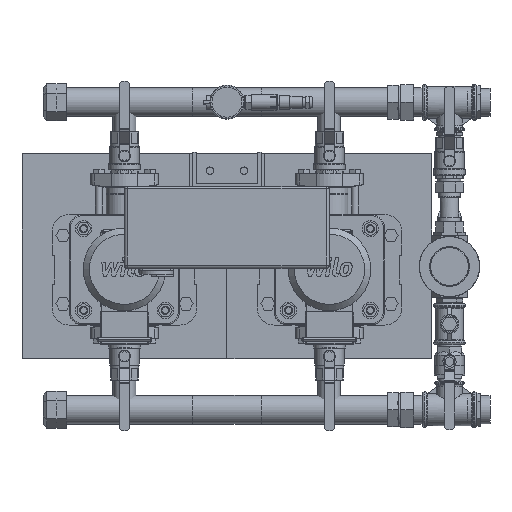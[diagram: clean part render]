
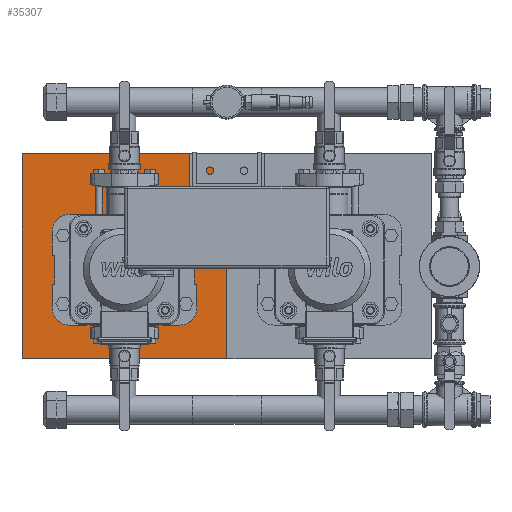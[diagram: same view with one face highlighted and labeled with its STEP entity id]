
A CAD part, top view. The second image highlights one B-rep face of the part: STEP entity #35307.
In plain terms, the highlighted planar face has unit normal (0, 0, 1).
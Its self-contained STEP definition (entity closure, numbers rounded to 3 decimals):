
#3561=FACE_OUTER_BOUND('',#5870,.T.);
#5870=EDGE_LOOP('',(#23692,#23693,#23694,#23695));
#8687=LINE('',#52398,#11889);
#8708=LINE('',#52440,#11910);
#8710=LINE('',#52444,#11912);
#8711=LINE('',#52445,#11913);
#11889=VECTOR('',#41552,1.);
#11910=VECTOR('',#41583,10.);
#11912=VECTOR('',#41587,10.);
#11913=VECTOR('',#41588,10.);
#15091=VERTEX_POINT('',#52396);
#15092=VERTEX_POINT('',#52397);
#15108=VERTEX_POINT('',#52439);
#15109=VERTEX_POINT('',#52443);
#18553=EDGE_CURVE('',#15091,#15092,#8687,.T.);
#18574=EDGE_CURVE('',#15108,#15092,#8708,.T.);
#18576=EDGE_CURVE('',#15109,#15091,#8710,.T.);
#18577=EDGE_CURVE('',#15109,#15108,#8711,.T.);
#23692=ORIENTED_EDGE('',*,*,#18553,.F.);
#23693=ORIENTED_EDGE('',*,*,#18576,.F.);
#23694=ORIENTED_EDGE('',*,*,#18577,.T.);
#23695=ORIENTED_EDGE('',*,*,#18574,.T.);
#33880=PLANE('',#37733);
#35307=ADVANCED_FACE('',(#3561),#33880,.T.);
#37733=AXIS2_PLACEMENT_3D('',#52442,#41585,#41586);
#41552=DIRECTION('',(0.,-1.,0.));
#41583=DIRECTION('',(1.,0.,0.));
#41585=DIRECTION('center_axis',(0.,0.,1.));
#41586=DIRECTION('ref_axis',(0.,-1.,0.));
#41587=DIRECTION('',(1.,0.,0.));
#41588=DIRECTION('',(0.,-1.,0.));
#52396=CARTESIAN_POINT('',(300.,150.,50.));
#52397=CARTESIAN_POINT('',(300.,-150.,50.));
#52398=CARTESIAN_POINT('',(300.,0.,50.));
#52439=CARTESIAN_POINT('',(0.,-150.,50.));
#52440=CARTESIAN_POINT('',(300.,-150.,50.));
#52442=CARTESIAN_POINT('Origin',(300.,0.,50.));
#52443=CARTESIAN_POINT('',(0.,150.,50.));
#52444=CARTESIAN_POINT('',(300.,150.,50.));
#52445=CARTESIAN_POINT('',(0.,0.,50.));
